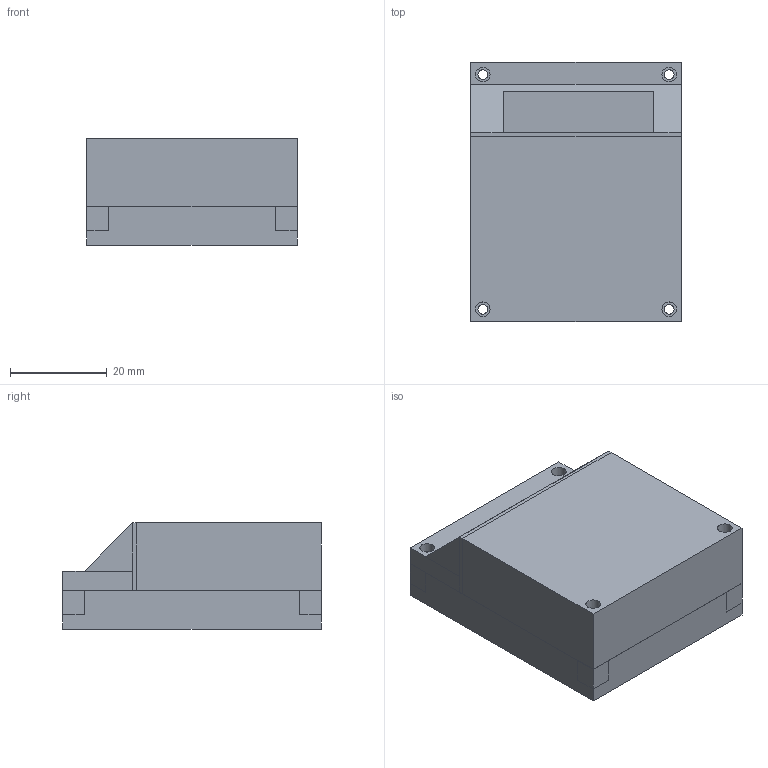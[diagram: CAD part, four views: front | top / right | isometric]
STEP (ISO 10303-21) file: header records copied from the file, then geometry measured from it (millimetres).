
FILE_DESCRIPTION(('FreeCAD Model'),'2;1');
FILE_NAME('complete.step' ,'2020-10-31T23:51:25',('Author'),(''), 'Open CASCADE STEP processor 7.4','FreeCAD','Unknown');
FILE_SCHEMA(('AUTOMOTIVE_DESIGN { 1 0 10303 214 1 1 1 1 }'));
Length unit declared in the file: millimetre
Products named in the file (1): complete_ahrs_case
Bounding box: 43.5 x 53.5 x 22 mm (x, y, z)
Volume: 21422.6 mm3; surface area: 16957.2 mm2
Topology: 2 solids, 2 shells, 120 faces, 312 edges, 208 vertices
Faces by surface type: plane 108, cylinder 12
Full cylindrical faces by diameter (mm): 2 x8, 3 x4
Entity records: 8610 total; most frequent: CARTESIAN_POINT 1361, DIRECTION 1186, LINE 888, VECTOR 888, ORIENTED_EDGE 624, PCURVE 624, DEFINITIONAL_REPRESENTATION 624, EDGE_CURVE 312
